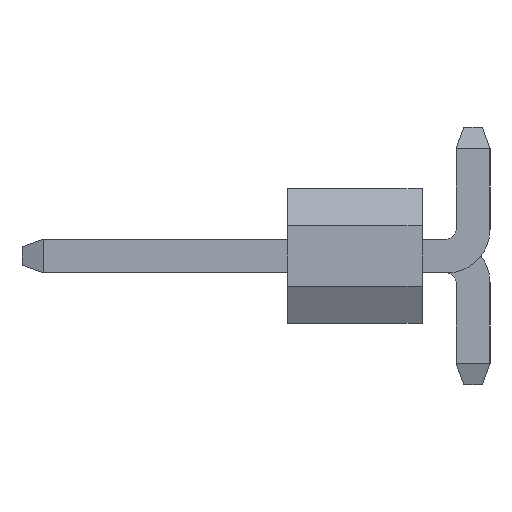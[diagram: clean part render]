
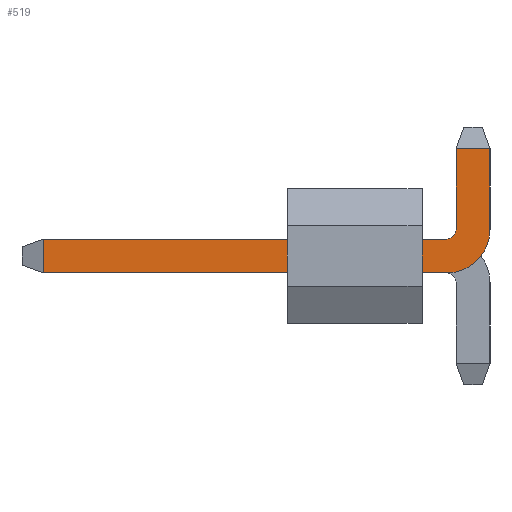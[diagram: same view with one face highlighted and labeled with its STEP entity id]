
A CAD part, left-side view. The second image highlights one B-rep face of the part: STEP entity #519.
In plain terms, the highlighted face is planar.
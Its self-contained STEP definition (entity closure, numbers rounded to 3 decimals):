
#43=CIRCLE('',#560,0.82);
#46=CIRCLE('',#564,0.18);
#55=FACE_OUTER_BOUND('',#83,.T.);
#83=EDGE_LOOP('',(#357,#358,#359,#360,#361,#362,#363,#364));
#105=LINE('',#743,#165);
#111=LINE('',#756,#171);
#120=LINE('',#780,#180);
#121=LINE('',#783,#181);
#122=LINE('',#784,#182);
#123=LINE('',#785,#183);
#165=VECTOR('',#602,1000.);
#171=VECTOR('',#610,1000.);
#180=VECTOR('',#635,1000.);
#181=VECTOR('',#638,1000.);
#182=VECTOR('',#639,1000.);
#183=VECTOR('',#640,1000.);
#225=VERTEX_POINT('',#741);
#226=VERTEX_POINT('',#742);
#231=VERTEX_POINT('',#753);
#232=VERTEX_POINT('',#755);
#234=VERTEX_POINT('',#760);
#235=VERTEX_POINT('',#765);
#239=VERTEX_POINT('',#778);
#240=VERTEX_POINT('',#782);
#265=EDGE_CURVE('',#225,#226,#105,.T.);
#271=EDGE_CURVE('',#232,#231,#111,.T.);
#274=EDGE_CURVE('',#234,#225,#43,.T.);
#278=EDGE_CURVE('',#235,#232,#46,.T.);
#284=EDGE_CURVE('',#234,#239,#120,.T.);
#285=EDGE_CURVE('',#239,#240,#121,.T.);
#286=EDGE_CURVE('',#235,#240,#122,.T.);
#287=EDGE_CURVE('',#231,#226,#123,.T.);
#357=ORIENTED_EDGE('',*,*,#284,.T.);
#358=ORIENTED_EDGE('',*,*,#285,.T.);
#359=ORIENTED_EDGE('',*,*,#286,.F.);
#360=ORIENTED_EDGE('',*,*,#278,.T.);
#361=ORIENTED_EDGE('',*,*,#271,.T.);
#362=ORIENTED_EDGE('',*,*,#287,.T.);
#363=ORIENTED_EDGE('',*,*,#265,.F.);
#364=ORIENTED_EDGE('',*,*,#274,.F.);
#461=PLANE('',#567);
#519=ADVANCED_FACE('',(#55),#461,.F.);
#560=AXIS2_PLACEMENT_3D('',#762,#615,#616);
#564=AXIS2_PLACEMENT_3D('',#769,#624,#625);
#567=AXIS2_PLACEMENT_3D('',#781,#636,#637);
#602=DIRECTION('',(0.,1.,0.));
#610=DIRECTION('',(0.,1.,0.));
#615=DIRECTION('center_axis',(-1.,0.,0.));
#616=DIRECTION('ref_axis',(0.,0.,1.));
#624=DIRECTION('center_axis',(-1.,0.,0.));
#625=DIRECTION('ref_axis',(0.,0.,1.));
#635=DIRECTION('',(0.,0.,-1.));
#636=DIRECTION('center_axis',(-1.,0.,0.));
#637=DIRECTION('ref_axis',(0.,-1.,0.));
#638=DIRECTION('',(0.,1.,0.));
#639=DIRECTION('',(0.,0.,-1.));
#640=DIRECTION('',(0.,0.,1.));
#741=CARTESIAN_POINT('',(0.32,-4.86,2.744));
#742=CARTESIAN_POINT('',(0.32,2.74,2.744));
#743=CARTESIAN_POINT('',(0.32,-4.86,2.744));
#753=CARTESIAN_POINT('',(0.32,2.74,2.104));
#755=CARTESIAN_POINT('',(0.32,-4.86,2.104));
#756=CARTESIAN_POINT('',(0.32,-4.86,2.104));
#760=CARTESIAN_POINT('',(0.32,-5.68,1.924));
#762=CARTESIAN_POINT('Origin',(0.32,-4.86,1.924));
#765=CARTESIAN_POINT('',(0.32,-5.04,1.924));
#769=CARTESIAN_POINT('Origin',(0.32,-4.86,1.924));
#778=CARTESIAN_POINT('',(0.32,-5.68,0.4));
#780=CARTESIAN_POINT('',(0.32,-5.68,1.924));
#781=CARTESIAN_POINT('Origin',(0.32,-5.04,1.924));
#782=CARTESIAN_POINT('',(0.32,-5.04,0.4));
#783=CARTESIAN_POINT('',(0.32,-5.04,0.4));
#784=CARTESIAN_POINT('',(0.32,-5.04,1.924));
#785=CARTESIAN_POINT('',(0.32,2.74,1.924));
